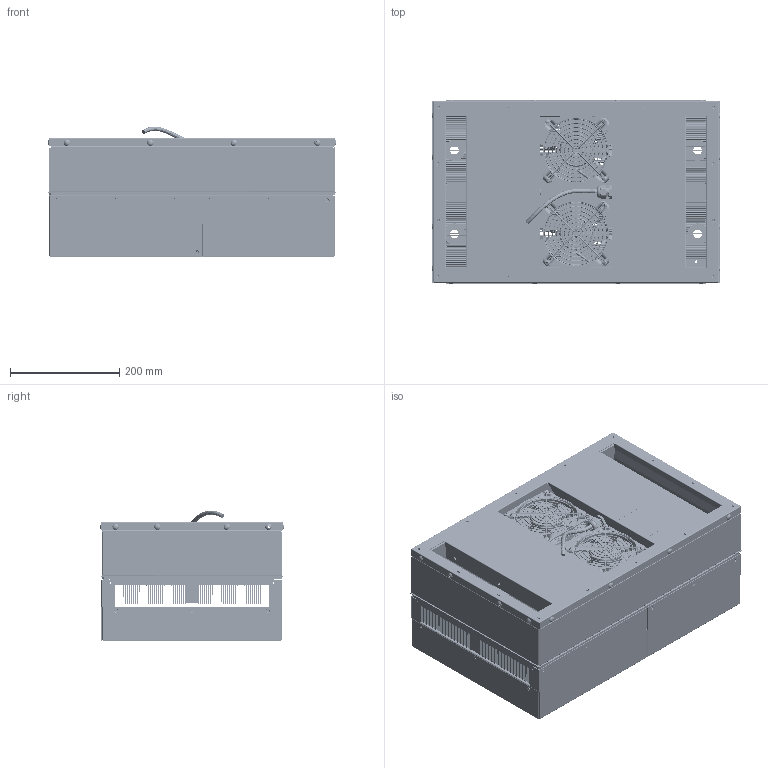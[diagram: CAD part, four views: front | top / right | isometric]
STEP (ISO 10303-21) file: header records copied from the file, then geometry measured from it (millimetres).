
FILE_DESCRIPTION (( 'STEP AP203' ), '1' );
FILE_NAME ('FHP-2259.STEP', '2017-06-29T18:15:44', ( '' ), ( '' ), 'SwSTEP 2.0', 'SolidWorks 2017', '' );
FILE_SCHEMA (( 'CONFIG_CONTROL_DESIGN' ));
Products named in the file (1): FHP-2259
Bounding box: 527.87 x 336.86 x 238.56 mm (x, y, z)
Surface area: 4994575.6 mm2 (no closed solid volume)
Topology: 0 solids, 617 shells, 3498 faces, 16888 edges, 13606 vertices
Faces by surface type: plane 1735, cylinder 1068, bspline 350, cone 246, sphere 68, torus 31
Entity records: 217657 total; most frequent: CARTESIAN_POINT 92531, DIRECTION 23782, ORIENTED_EDGE 22444, EDGE_CURVE 16879, VERTEX_POINT 13606, LINE 8168, VECTOR 8168, AXIS2_PLACEMENT_3D 7807
